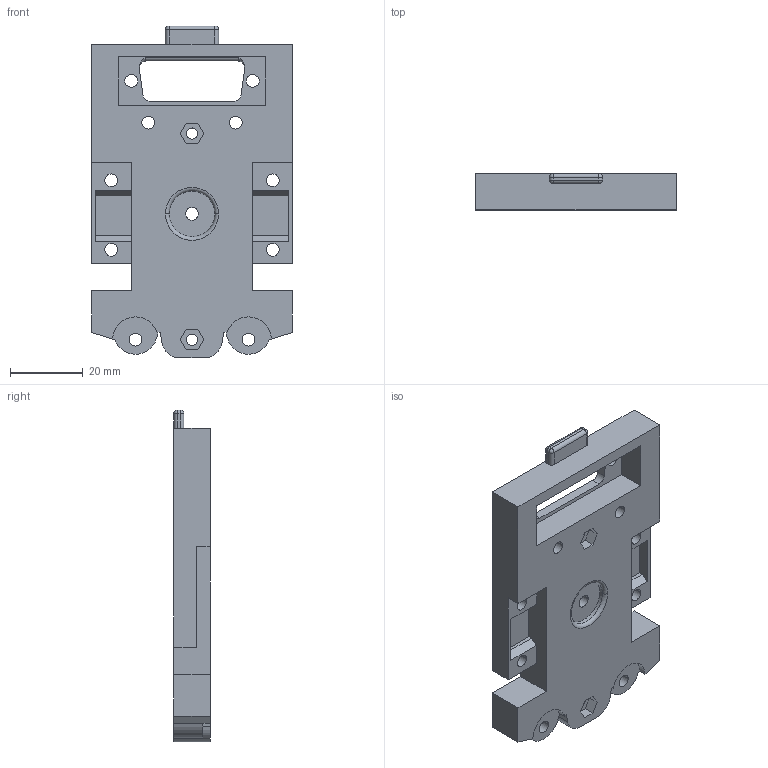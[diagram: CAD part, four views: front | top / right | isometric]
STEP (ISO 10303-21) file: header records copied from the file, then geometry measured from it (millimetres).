
FILE_DESCRIPTION(('CATIA V5 STEP Exchange'),'2;1');
FILE_NAME('0006 - FOR DEVELLOPER.stp','2018-07-28T17:19:16+00:00',('none'),('none'),'CATIA Version 5 Release 21 GA (IN-10)','CATIA V5 STEP AP203','none');
FILE_SCHEMA(('CONFIG_CONTROL_DESIGN'));
Length unit declared in the file: millimetre
Products named in the file (1): HYPERCUBE-EVO-0006_NGEN
Bounding box: 55 x 10 x 91 mm (x, y, z)
Volume: 34395.3 mm3; surface area: 13992.1 mm2
Topology: 1 solids, 1 shells, 184 faces, 495 edges, 324 vertices
Faces by surface type: plane 121, cylinder 55, sphere 4, bspline 2, torus 2
Entity records: 5704 total; most frequent: CARTESIAN_POINT 1201, ORIENTED_EDGE 982, DIRECTION 763, EDGE_CURVE 491, VECTOR 371, LINE 371, VERTEX_POINT 324, AXIS2_PLACEMENT_3D 254
